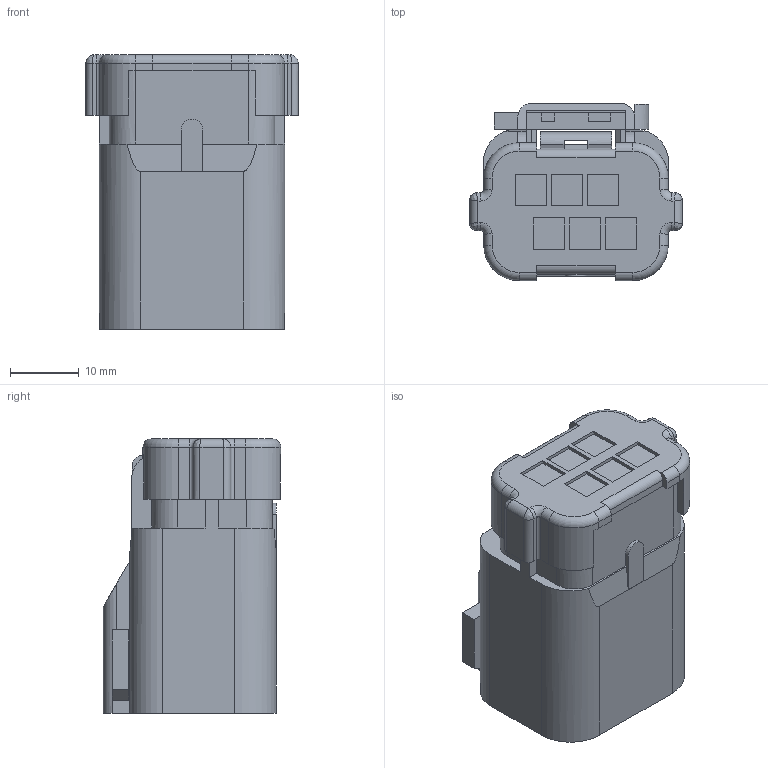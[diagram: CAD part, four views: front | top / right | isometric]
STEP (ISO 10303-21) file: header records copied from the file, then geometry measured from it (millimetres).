
FILE_DESCRIPTION(/* description */ (''),/* implementation_level */ '2;1');
FILE_NAME(/* name */ '35231406-STEP-3D.stp',/* time_stamp */ '2021-04-05T13:25:05+06:00',/* author */ (''),/* organization */ (''),/* preprocessor_version */ 'ST-DEVELOPER v16.7',/* originating_system */ 'SIEMENS PLM Software NX 12.0',/* authorisation */ '');
FILE_SCHEMA (('AUTOMOTIVE_DESIGN { 1 0 10303 214 3 1 1 1 }'));
Length unit declared in the file: millimetre
Products named in the file (1): cjzt235031832nxu
Bounding box: 31 x 25.9 x 40 mm (x, y, z)
Volume: 16116.7 mm3; surface area: 10235.6 mm2
Topology: 1 solids, 1 shells, 391 faces, 1084 edges, 705 vertices
Faces by surface type: plane 289, cylinder 86, torus 8, cone 4, bspline 4
Entity records: 12625 total; most frequent: CARTESIAN_POINT 2478, ORIENTED_EDGE 2168, DIRECTION 2024, EDGE_CURVE 1084, LINE 876, VECTOR 876, VERTEX_POINT 705, AXIS2_PLACEMENT_3D 574
